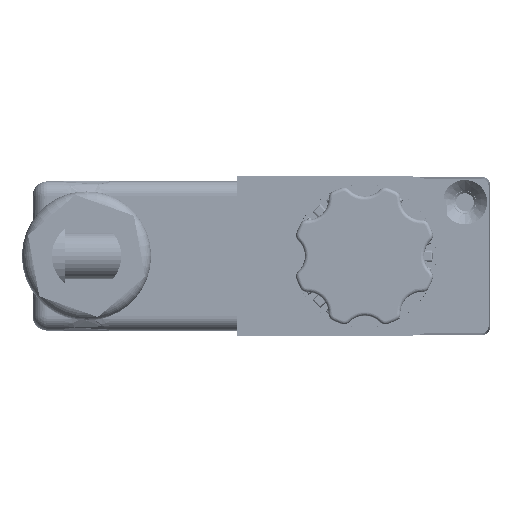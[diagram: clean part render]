
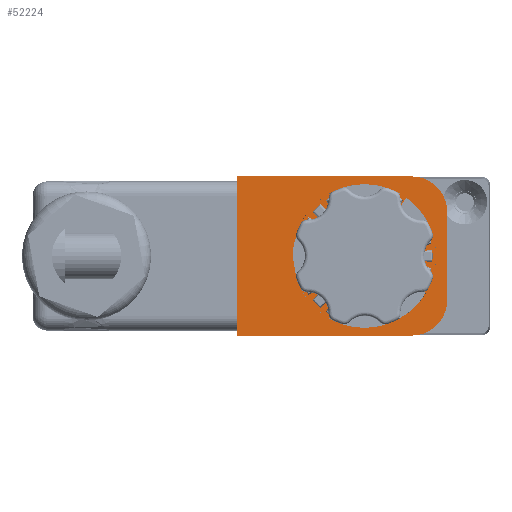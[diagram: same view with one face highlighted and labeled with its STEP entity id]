
A CAD part, left-side view. The second image highlights one B-rep face of the part: STEP entity #52224.
In plain terms, the highlighted face is planar.
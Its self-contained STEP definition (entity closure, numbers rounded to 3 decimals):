
#551 = DIRECTION ( 'NONE',  ( 0., 0., -1. ) ) ;
#2019 = VERTEX_POINT ( 'NONE', #71560 ) ;
#2442 = CARTESIAN_POINT ( 'NONE',  ( 29.8, -3.1, -4.55 ) ) ;
#4939 = FACE_BOUND ( 'NONE', #17045, .T. ) ;
#6151 = EDGE_CURVE ( 'NONE', #11612, #38266, #13818, .T. ) ;
#10780 = DIRECTION ( 'NONE',  ( 0., 0., -1. ) ) ;
#11510 = CARTESIAN_POINT ( 'NONE',  ( 29.8, -14.65, 6.1 ) ) ;
#11612 = VERTEX_POINT ( 'NONE', #11510 ) ;
#12821 = CARTESIAN_POINT ( 'NONE',  ( 29.8, -9.65, -6.1 ) ) ;
#13656 = ORIENTED_EDGE ( 'NONE', *, *, #26387, .T. ) ;
#13818 = LINE ( 'NONE', #26011, #25492 ) ;
#13829 = ORIENTED_EDGE ( 'NONE', *, *, #6151, .T. ) ;
#14039 = ORIENTED_EDGE ( 'NONE', *, *, #22210, .F. ) ;
#14888 = AXIS2_PLACEMENT_3D ( 'NONE', #16328, #39694, #10780 ) ;
#16044 = DIRECTION ( 'NONE',  ( 1., 0., 0. ) ) ;
#16320 = ORIENTED_EDGE ( 'NONE', *, *, #57342, .F. ) ;
#16328 = CARTESIAN_POINT ( 'NONE',  ( 29.8, -3.1, 0. ) ) ;
#16746 = CARTESIAN_POINT ( 'NONE',  ( 29.8, 14.65, -11.1 ) ) ;
#17045 = EDGE_LOOP ( 'NONE', ( #16320, #14039 ) ) ;
#17268 = CARTESIAN_POINT ( 'NONE',  ( 29.8, 14.65, 11.1 ) ) ;
#17325 = CIRCLE ( 'NONE', #31618, 4.55 ) ;
#18511 = VECTOR ( 'NONE', #64435, 1000. ) ;
#20185 = ORIENTED_EDGE ( 'NONE', *, *, #25959, .T. ) ;
#21389 = CARTESIAN_POINT ( 'NONE',  ( 29.8, -9.65, 11.1 ) ) ;
#21895 = DIRECTION ( 'NONE',  ( 0., -1., 0. ) ) ;
#22210 = EDGE_CURVE ( 'NONE', #50654, #29288, #17325, .T. ) ;
#22771 = PLANE ( 'NONE',  #34414 ) ;
#23575 = CARTESIAN_POINT ( 'NONE',  ( 29.8, -14.65, -11.1 ) ) ;
#25492 = VECTOR ( 'NONE', #55354, 1000. ) ;
#25770 = VERTEX_POINT ( 'NONE', #21389 ) ;
#25959 = EDGE_CURVE ( 'NONE', #2019, #25770, #48153, .T. ) ;
#26011 = CARTESIAN_POINT ( 'NONE',  ( 29.8, -14.65, 11.1 ) ) ;
#26272 = LINE ( 'NONE', #16746, #53203 ) ;
#26358 = CIRCLE ( 'NONE', #42495, 5. ) ;
#26387 = EDGE_CURVE ( 'NONE', #25770, #11612, #41827, .T. ) ;
#27339 = CARTESIAN_POINT ( 'NONE',  ( 29.8, -9.65, 6.1 ) ) ;
#27512 = CARTESIAN_POINT ( 'NONE',  ( 29.8, -14.65, -6.1 ) ) ;
#28380 = EDGE_CURVE ( 'NONE', #38266, #49520, #26358, .T. ) ;
#29288 = VERTEX_POINT ( 'NONE', #2442 ) ;
#31618 = AXIS2_PLACEMENT_3D ( 'NONE', #46233, #64243, #551 ) ;
#34414 = AXIS2_PLACEMENT_3D ( 'NONE', #17268, #57355, #40362 ) ;
#38266 = VERTEX_POINT ( 'NONE', #27512 ) ;
#39694 = DIRECTION ( 'NONE',  ( 1., 0., 0. ) ) ;
#40362 = DIRECTION ( 'NONE',  ( 0., 0., 1. ) ) ;
#41010 = LINE ( 'NONE', #23575, #18511 ) ;
#41439 = VERTEX_POINT ( 'NONE', #70852 ) ;
#41488 = CARTESIAN_POINT ( 'NONE',  ( 29.8, -3.1, 4.55 ) ) ;
#41827 = CIRCLE ( 'NONE', #64445, 5. ) ;
#42103 = CARTESIAN_POINT ( 'NONE',  ( 29.8, -9.65, -11.1 ) ) ;
#42495 = AXIS2_PLACEMENT_3D ( 'NONE', #12821, #53442, #52940 ) ;
#45594 = EDGE_CURVE ( 'NONE', #41439, #2019, #26272, .T. ) ;
#46233 = CARTESIAN_POINT ( 'NONE',  ( 29.8, -3.1, 0. ) ) ;
#48153 = LINE ( 'NONE', #56963, #68731 ) ;
#49520 = VERTEX_POINT ( 'NONE', #42103 ) ;
#50428 = DIRECTION ( 'NONE',  ( 0., 0., 1. ) ) ;
#50654 = VERTEX_POINT ( 'NONE', #41488 ) ;
#51794 = EDGE_CURVE ( 'NONE', #49520, #41439, #41010, .T. ) ;
#52224 = ADVANCED_FACE ( 'NONE', ( #4939, #65993 ), #22771, .F. ) ;
#52940 = DIRECTION ( 'NONE',  ( 0., 0., 1. ) ) ;
#53203 = VECTOR ( 'NONE', #67640, 1000. ) ;
#53442 = DIRECTION ( 'NONE',  ( 1., 0., 0. ) ) ;
#53481 = ORIENTED_EDGE ( 'NONE', *, *, #45594, .T. ) ;
#55354 = DIRECTION ( 'NONE',  ( 0., 0., -1. ) ) ;
#56300 = EDGE_LOOP ( 'NONE', ( #20185, #13656, #13829, #62727, #72472, #53481 ) ) ;
#56963 = CARTESIAN_POINT ( 'NONE',  ( 29.8, 14.65, 11.1 ) ) ;
#57342 = EDGE_CURVE ( 'NONE', #29288, #50654, #66525, .T. ) ;
#57355 = DIRECTION ( 'NONE',  ( -1., 0., 0. ) ) ;
#62727 = ORIENTED_EDGE ( 'NONE', *, *, #28380, .T. ) ;
#64243 = DIRECTION ( 'NONE',  ( 1., 0., 0. ) ) ;
#64435 = DIRECTION ( 'NONE',  ( 0., 1., 0. ) ) ;
#64445 = AXIS2_PLACEMENT_3D ( 'NONE', #27339, #16044, #50428 ) ;
#65993 = FACE_OUTER_BOUND ( 'NONE', #56300, .T. ) ;
#66525 = CIRCLE ( 'NONE', #14888, 4.55 ) ;
#67640 = DIRECTION ( 'NONE',  ( 0., 0., 1. ) ) ;
#68731 = VECTOR ( 'NONE', #21895, 1000. ) ;
#70852 = CARTESIAN_POINT ( 'NONE',  ( 29.8, 14.65, -11.1 ) ) ;
#71560 = CARTESIAN_POINT ( 'NONE',  ( 29.8, 14.65, 11.1 ) ) ;
#72472 = ORIENTED_EDGE ( 'NONE', *, *, #51794, .T. ) ;
